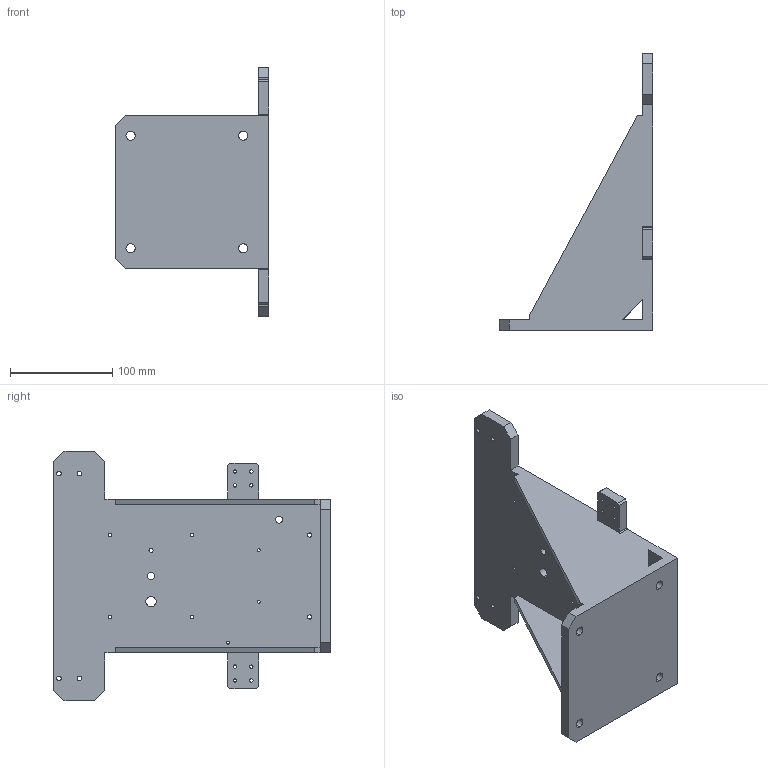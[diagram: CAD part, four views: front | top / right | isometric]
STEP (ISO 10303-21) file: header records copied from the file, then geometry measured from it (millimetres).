
FILE_DESCRIPTION (( 'STEP AP214' ), '1' );
FILE_NAME ('133244850205_C_EQUERRE TCP CHECK CALIBRATION.STEP', '2024-04-19T14:16:31', ( '' ), ( '' ), 'SwSTEP 2.0', 'SolidWorks 2023', '' );
FILE_SCHEMA (( 'AUTOMOTIVE_DESIGN' ));
Length unit declared in the file: millimetre
Products named in the file (1): 133244850205_C_EQUERRE TCP CHECK CALIBRATION
Bounding box: 150 x 270 x 244 mm (x, y, z)
Volume: 788886.2 mm3; surface area: 199427.3 mm2
Topology: 1 solids, 1 shells, 114 faces, 330 edges, 216 vertices
Faces by surface type: cylinder 68, plane 40, cone 6
Entity records: 3941 total; most frequent: DIRECTION 696, CARTESIAN_POINT 661, ORIENTED_EDGE 660, EDGE_CURVE 330, AXIS2_PLACEMENT_3D 251, VERTEX_POINT 216, VECTOR 194, LINE 194
